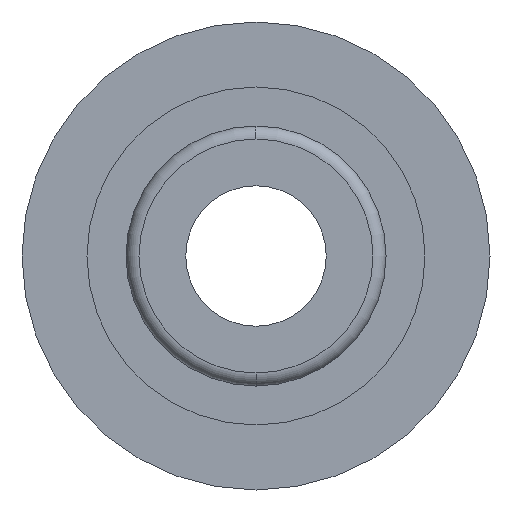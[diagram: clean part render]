
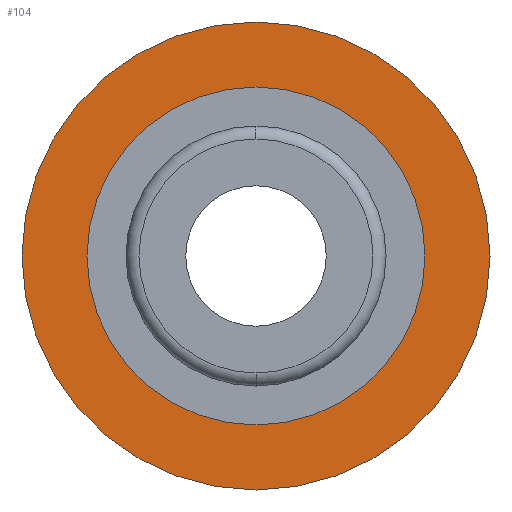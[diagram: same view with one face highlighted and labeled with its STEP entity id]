
A CAD part, front view. The second image highlights one B-rep face of the part: STEP entity #104.
In plain terms, the highlighted planar face has unit normal (0, -1, 0).
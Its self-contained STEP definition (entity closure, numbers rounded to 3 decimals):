
#104=ADVANCED_FACE('',(#211,#212),#213,.T.);
#211=FACE_OUTER_BOUND('',#314,.T.);
#212=FACE_BOUND('',#315,.T.);
#213=PLANE('',#316);
#314=EDGE_LOOP('',(#542,#543));
#315=EDGE_LOOP('',(#544,#545));
#316=AXIS2_PLACEMENT_3D('',#546,#547,#548);
#542=ORIENTED_EDGE('',*,*,#654,.F.);
#543=ORIENTED_EDGE('',*,*,#671,.F.);
#544=ORIENTED_EDGE('',*,*,#629,.F.);
#545=ORIENTED_EDGE('',*,*,#673,.F.);
#546=CARTESIAN_POINT('',(2.25,18.0,0.0));
#547=DIRECTION('',(-0.0,-1.0,-0.0));
#548=DIRECTION('',(-1.0,0.0,0.0));
#629=EDGE_CURVE('',#752,#750,#754,.T.);
#654=EDGE_CURVE('',#788,#790,#791,.T.);
#671=EDGE_CURVE('',#790,#788,#809,.T.);
#673=EDGE_CURVE('',#750,#752,#811,.T.);
#750=VERTEX_POINT('',#894);
#752=VERTEX_POINT('',#897);
#754=CIRCLE('',#900,3.25);
#788=VERTEX_POINT('',#940);
#790=VERTEX_POINT('',#943);
#791=CIRCLE('',#944,4.5);
#809=CIRCLE('',#967,4.5);
#811=CIRCLE('',#969,3.25);
#894=CARTESIAN_POINT('',(3.25,18.0,0.));
#897=CARTESIAN_POINT('',(-3.25,18.0,0.));
#900=AXIS2_PLACEMENT_3D('',#1066,#1067,#1068);
#940=CARTESIAN_POINT('',(4.5,18.0,0.0));
#943=CARTESIAN_POINT('',(-4.5,18.0,0.));
#944=AXIS2_PLACEMENT_3D('',#1106,#1107,#1108);
#967=AXIS2_PLACEMENT_3D('',#1126,#1127,#1128);
#969=AXIS2_PLACEMENT_3D('',#1129,#1130,#1131);
#1066=CARTESIAN_POINT('',(0.0,18.0,0.0));
#1067=DIRECTION('',(0.0,-1.0,0.0));
#1068=DIRECTION('',(1.0,0.0,0.0));
#1106=CARTESIAN_POINT('',(0.0,18.0,0.0));
#1107=DIRECTION('',(-0.0,1.0,0.0));
#1108=DIRECTION('',(1.0,0.0,0.0));
#1126=CARTESIAN_POINT('',(0.0,18.0,0.0));
#1127=DIRECTION('',(-0.0,1.0,0.0));
#1128=DIRECTION('',(1.0,0.0,0.0));
#1129=CARTESIAN_POINT('',(0.0,18.0,0.0));
#1130=DIRECTION('',(0.0,-1.0,0.0));
#1131=DIRECTION('',(1.0,0.0,0.0));
